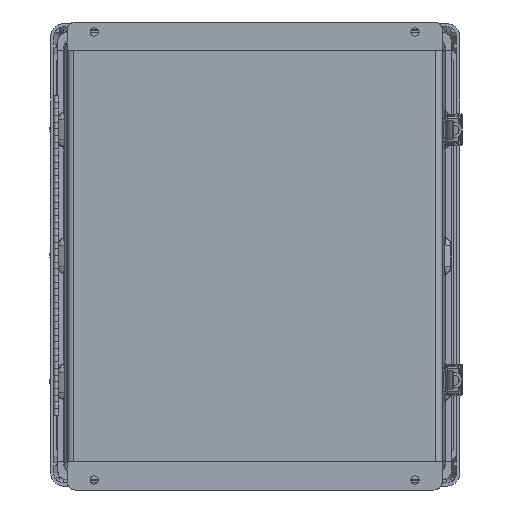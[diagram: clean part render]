
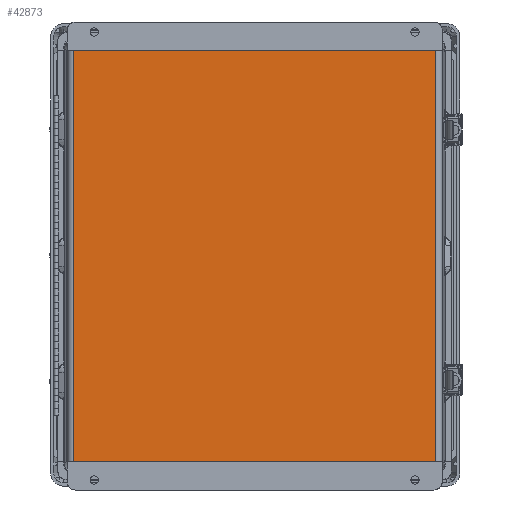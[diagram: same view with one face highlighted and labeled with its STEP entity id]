
A CAD part, front view. The second image highlights one B-rep face of the part: STEP entity #42873.
In plain terms, the highlighted planar face has unit normal (0, -1, 0).
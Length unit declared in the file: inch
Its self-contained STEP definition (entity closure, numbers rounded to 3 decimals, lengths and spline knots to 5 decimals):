
#5957 = CARTESIAN_POINT ( 'NONE',  ( 1.56753, 6.52222, 4.66731 ) ) ;
#6516 = VECTOR ( 'NONE', #92508, 39.37008 ) ;
#11206 = CARTESIAN_POINT ( 'NONE',  ( 15.47334, 6.52222, 20.06101 ) ) ;
#11783 = DIRECTION ( 'NONE',  ( 0., 1., 0. ) ) ;
#12068 = CARTESIAN_POINT ( 'NONE',  ( 15.14294, 6.52222, 4.66731 ) ) ;
#13602 = VERTEX_POINT ( 'NONE', #93328 ) ;
#16684 = ORIENTED_EDGE ( 'NONE', *, *, #69918, .T. ) ;
#20086 = PLANE ( 'NONE',  #33095 ) ;
#20722 = LINE ( 'NONE', #54543, #88240 ) ;
#26872 = VECTOR ( 'NONE', #48633, 39.37008 ) ;
#27872 = FACE_OUTER_BOUND ( 'NONE', #108996, .T. ) ;
#28003 = VERTEX_POINT ( 'NONE', #34066 ) ;
#31491 = LINE ( 'NONE', #5957, #26872 ) ;
#33095 = AXIS2_PLACEMENT_3D ( 'NONE', #11206, #11783, #88329 ) ;
#34066 = CARTESIAN_POINT ( 'NONE',  ( 1.56753, 6.52222, 4.66731 ) ) ;
#35666 = ORIENTED_EDGE ( 'NONE', *, *, #58759, .F. ) ;
#42191 = VERTEX_POINT ( 'NONE', #106533 ) ;
#42873 = ADVANCED_FACE ( 'NONE', ( #27872 ), #20086, .F. ) ;
#44956 = LINE ( 'NONE', #105941, #68826 ) ;
#48618 = ORIENTED_EDGE ( 'NONE', *, *, #84448, .T. ) ;
#48633 = DIRECTION ( 'NONE',  ( 0., 0., -1. ) ) ;
#54543 = CARTESIAN_POINT ( 'NONE',  ( 15.47334, 6.52222, 20.06101 ) ) ;
#55088 = DIRECTION ( 'NONE',  ( -1., 0., 0. ) ) ;
#58759 = EDGE_CURVE ( 'NONE', #80348, #28003, #84194, .T. ) ;
#68826 = VECTOR ( 'NONE', #70481, 39.37008 ) ;
#69918 = EDGE_CURVE ( 'NONE', #42191, #28003, #31491, .T. ) ;
#70481 = DIRECTION ( 'NONE',  ( 0., 0., 1. ) ) ;
#73689 = CARTESIAN_POINT ( 'NONE',  ( 15.47334, 6.52222, 4.66731 ) ) ;
#80348 = VERTEX_POINT ( 'NONE', #12068 ) ;
#82035 = EDGE_CURVE ( 'NONE', #80348, #13602, #44956, .T. ) ;
#84194 = LINE ( 'NONE', #73689, #6516 ) ;
#84448 = EDGE_CURVE ( 'NONE', #13602, #42191, #20722, .T. ) ;
#85968 = ORIENTED_EDGE ( 'NONE', *, *, #82035, .T. ) ;
#88240 = VECTOR ( 'NONE', #55088, 39.37008 ) ;
#88329 = DIRECTION ( 'NONE',  ( 0., 0., -1. ) ) ;
#92508 = DIRECTION ( 'NONE',  ( -1., 0., 0. ) ) ;
#93328 = CARTESIAN_POINT ( 'NONE',  ( 15.14294, 6.52222, 20.06101 ) ) ;
#105941 = CARTESIAN_POINT ( 'NONE',  ( 15.14294, 6.52222, 20.06101 ) ) ;
#106533 = CARTESIAN_POINT ( 'NONE',  ( 1.56753, 6.52222, 20.06101 ) ) ;
#108996 = EDGE_LOOP ( 'NONE', ( #35666, #85968, #48618, #16684 ) ) ;
